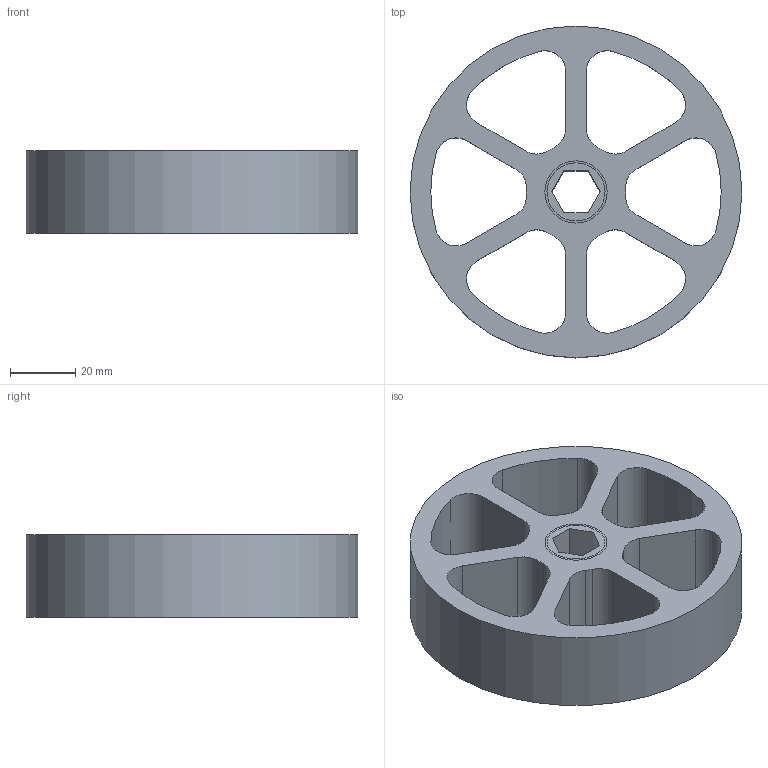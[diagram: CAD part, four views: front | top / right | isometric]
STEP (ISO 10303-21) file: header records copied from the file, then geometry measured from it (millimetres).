
FILE_DESCRIPTION(/* description */ (''),/* implementation_level */ '2;1');
FILE_NAME(/* name */ '4InchSquishWheelAssembly.stp',/* time_stamp */ '2022-10-03T18:53:01-04:00',/* author */ ('rdogn'),/* organization */ (''),/* preprocessor_version */ 'ST-DEVELOPER v18.1',/* originating_system */ 'Autodesk Inventor 2022',/* authorisation */ '');
FILE_SCHEMA (('AUTOMOTIVE_DESIGN { 1 0 10303 214 3 1 1 }'));
Length unit declared in the file: inch
Products named in the file (3): 4InchSquishWheelAssembly; Core; 4InchSquishWheel
Assembly tree (2 placements, depth 2):
  4InchSquishWheelAssembly
    Core
    4InchSquishWheel
Bounding box: 101.6 x 101.6 x 25.4 mm (x, y, z)
Volume: 97469.3 mm3; surface area: 34858.1 mm2
Topology: 2 solids, 2 shells, 61 faces, 171 edges, 114 vertices
Faces by surface type: cylinder 39, plane 22
Full cylindrical faces by diameter (mm): 17.78 x1, 19.05 x1, 101.6 x1
Entity records: 2170 total; most frequent: DIRECTION 383, CARTESIAN_POINT 352, ORIENTED_EDGE 342, EDGE_CURVE 171, AXIS2_PLACEMENT_3D 145, VERTEX_POINT 114, LINE 93, VECTOR 93
